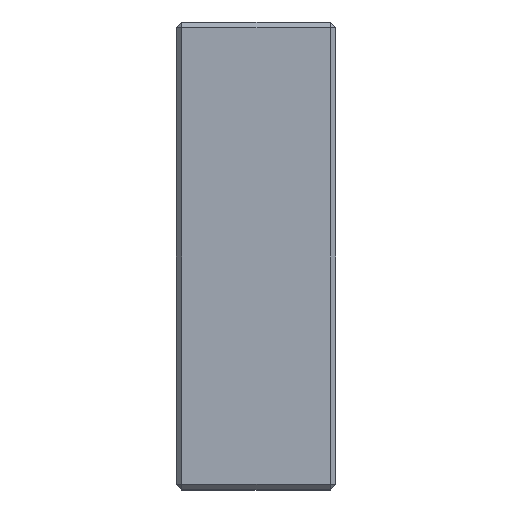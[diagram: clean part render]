
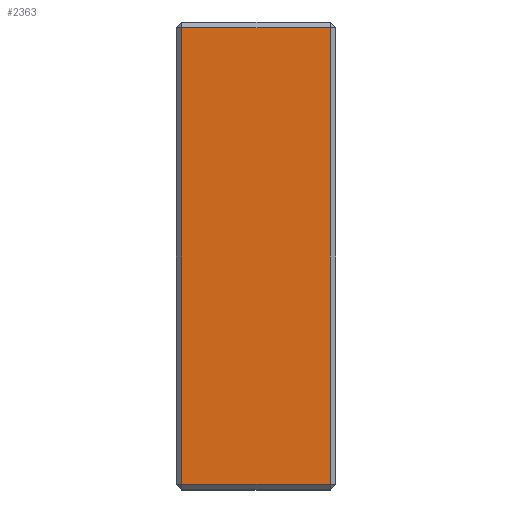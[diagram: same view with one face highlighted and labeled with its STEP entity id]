
A CAD part, left-side view. The second image highlights one B-rep face of the part: STEP entity #2363.
In plain terms, the highlighted planar face has unit normal (-1, 0, 0).
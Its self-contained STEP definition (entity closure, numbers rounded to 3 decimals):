
#40 = DIRECTION ( 'NONE',  ( 0., 0., -1. ) ) ;
#292 = VERTEX_POINT ( 'NONE', #1358 ) ;
#396 = DIRECTION ( 'NONE',  ( 0., 0., -1. ) ) ;
#442 = VERTEX_POINT ( 'NONE', #2267 ) ;
#553 = CARTESIAN_POINT ( 'NONE',  ( -535., -27., 85. ) ) ;
#660 = ORIENTED_EDGE ( 'NONE', *, *, #1931, .T. ) ;
#679 = CARTESIAN_POINT ( 'NONE',  ( -535., 29., 85. ) ) ;
#684 = DIRECTION ( 'NONE',  ( 0., 0., 1. ) ) ;
#711 = EDGE_CURVE ( 'NONE', #1219, #292, #2569, .T. ) ;
#754 = VECTOR ( 'NONE', #684, 1000. ) ;
#792 = ORIENTED_EDGE ( 'NONE', *, *, #711, .T. ) ;
#1030 = CARTESIAN_POINT ( 'NONE',  ( -535., 29., 83. ) ) ;
#1114 = VECTOR ( 'NONE', #396, 1000. ) ;
#1167 = CARTESIAN_POINT ( 'NONE',  ( -535., 29., -83. ) ) ;
#1186 = ORIENTED_EDGE ( 'NONE', *, *, #1732, .T. ) ;
#1209 = LINE ( 'NONE', #553, #754 ) ;
#1219 = VERTEX_POINT ( 'NONE', #2579 ) ;
#1358 = CARTESIAN_POINT ( 'NONE',  ( -535., -27., -83. ) ) ;
#1366 = DIRECTION ( 'NONE',  ( 0., 1., 0. ) ) ;
#1367 = FACE_OUTER_BOUND ( 'NONE', #2382, .T. ) ;
#1566 = EDGE_CURVE ( 'NONE', #1569, #1219, #2377, .T. ) ;
#1569 = VERTEX_POINT ( 'NONE', #1776 ) ;
#1616 = LINE ( 'NONE', #1030, #2028 ) ;
#1617 = PLANE ( 'NONE',  #2083 ) ;
#1732 = EDGE_CURVE ( 'NONE', #292, #442, #1209, .T. ) ;
#1776 = CARTESIAN_POINT ( 'NONE',  ( -535., 27., 83. ) ) ;
#1853 = DIRECTION ( 'NONE',  ( 1., 0., 0. ) ) ;
#1882 = ORIENTED_EDGE ( 'NONE', *, *, #1566, .T. ) ;
#1931 = EDGE_CURVE ( 'NONE', #442, #1569, #1616, .T. ) ;
#2028 = VECTOR ( 'NONE', #1366, 1000. ) ;
#2075 = CARTESIAN_POINT ( 'NONE',  ( -535., 27., -85. ) ) ;
#2083 = AXIS2_PLACEMENT_3D ( 'NONE', #679, #1853, #40 ) ;
#2240 = DIRECTION ( 'NONE',  ( 0., -1., 0. ) ) ;
#2267 = CARTESIAN_POINT ( 'NONE',  ( -535., -27., 83. ) ) ;
#2363 = ADVANCED_FACE ( 'NONE', ( #1367 ), #1617, .F. ) ;
#2377 = LINE ( 'NONE', #2075, #1114 ) ;
#2382 = EDGE_LOOP ( 'NONE', ( #660, #1882, #792, #1186 ) ) ;
#2471 = VECTOR ( 'NONE', #2240, 1000. ) ;
#2569 = LINE ( 'NONE', #1167, #2471 ) ;
#2579 = CARTESIAN_POINT ( 'NONE',  ( -535., 27., -83. ) ) ;
